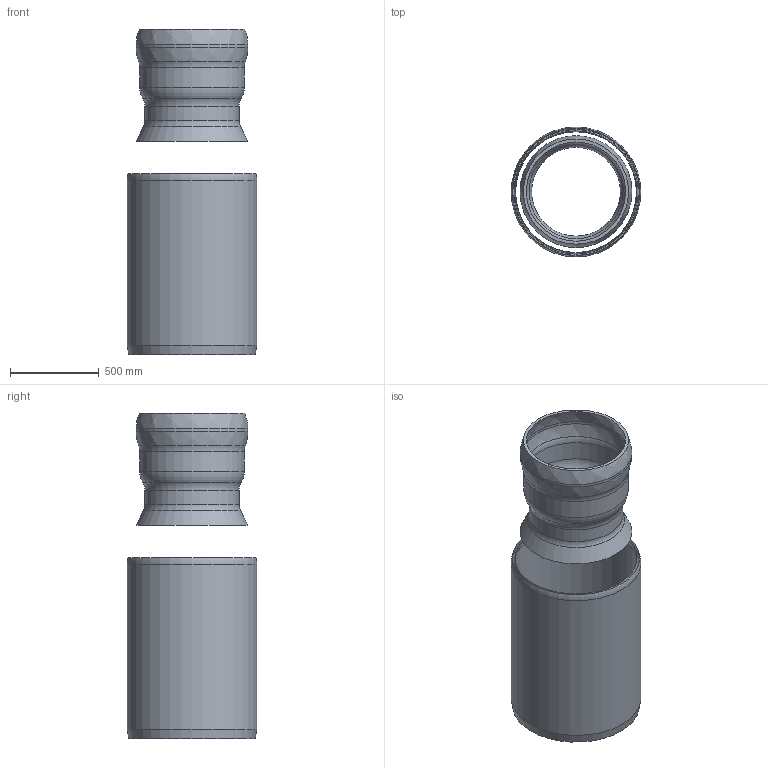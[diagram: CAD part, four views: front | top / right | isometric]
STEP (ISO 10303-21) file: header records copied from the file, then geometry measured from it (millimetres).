
FILE_DESCRIPTION(/* description */ (''),/* implementation_level */ '2;1');
FILE_NAME(/* name */ '00603.BC0X_3D.stp',/* time_stamp */ '2024-12-11T12:58:35+01:00',/* author */ ('CAD'),/* organization */ (''),/* preprocessor_version */ 'ST-DEVELOPER v20',/* originating_system */ 'AutoCAD Mechanical',/* authorisation */ '');
FILE_SCHEMA (('AUTOMOTIVE_DESIGN { 1 0 10303 214 3 1 1 }'));
Length unit declared in the file: centimetre
Products named in the file (1): Product
Bounding box: 730 x 730 x 1830 mm (x, y, z)
Volume: 60180784 mm3; surface area: 7797835.1 mm2
Topology: 2 solids, 2 shells, 32 faces, 78 edges, 50 vertices
Faces by surface type: torus 10, cylinder 8, cone 6, bspline 4, plane 4
Full cylindrical faces by diameter (mm): 500 x1, 530 x1, 560.007 x1, 590.007 x1, 600.007 x1, 630.007 x1, 698 x1, 730 x1
Entity records: 1096 total; most frequent: CARTESIAN_POINT 265, DIRECTION 200, ORIENTED_EDGE 156, AXIS2_PLACEMENT_3D 93, EDGE_CURVE 78, CIRCLE 64, VERTEX_POINT 50, EDGE_LOOP 36
